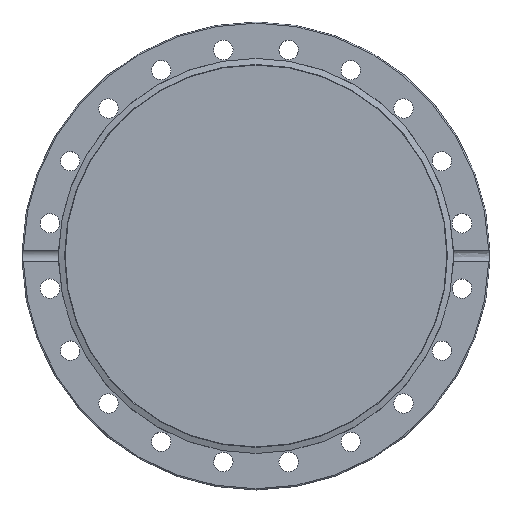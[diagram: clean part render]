
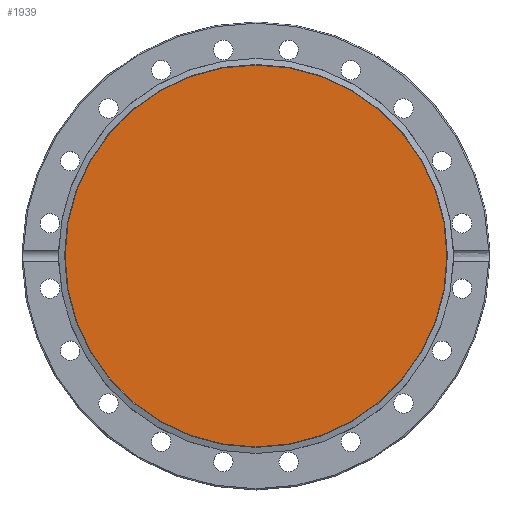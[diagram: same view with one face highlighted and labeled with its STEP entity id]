
A CAD part, top view. The second image highlights one B-rep face of the part: STEP entity #1939.
In plain terms, the highlighted planar face has unit normal (0, 0, 1).
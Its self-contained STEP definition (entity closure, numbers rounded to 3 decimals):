
#1916=CARTESIAN_POINT('',(0.0,-82.832,20.8));
#1917=VERTEX_POINT('',#1916);
#1918=CARTESIAN_POINT('',(0.0,0.,20.8));
#1919=DIRECTION('',(0.0,0.0,-1.0));
#1920=DIRECTION('',(0.0,-1.0,0.0));
#1921=AXIS2_PLACEMENT_3D('',#1918,#1919,#1920);
#1922=CIRCLE('',#1921,82.832);
#1923=EDGE_CURVE('',#1917,#1917,#1922,.T.);
#1931=CARTESIAN_POINT('',(0.0,-41.416,20.8));
#1932=DIRECTION('',(0.0,0.0,-1.0));
#1933=DIRECTION('',(-1.0,0.0,0.0));
#1934=AXIS2_PLACEMENT_3D('',#1931,#1932,#1933);
#1935=PLANE('',#1934);
#1936=ORIENTED_EDGE('',*,*,#1923,.F.);
#1937=EDGE_LOOP('',(#1936));
#1938=FACE_OUTER_BOUND('',#1937,.T.);
#1939=ADVANCED_FACE('',(#1938),#1935,.F.);
